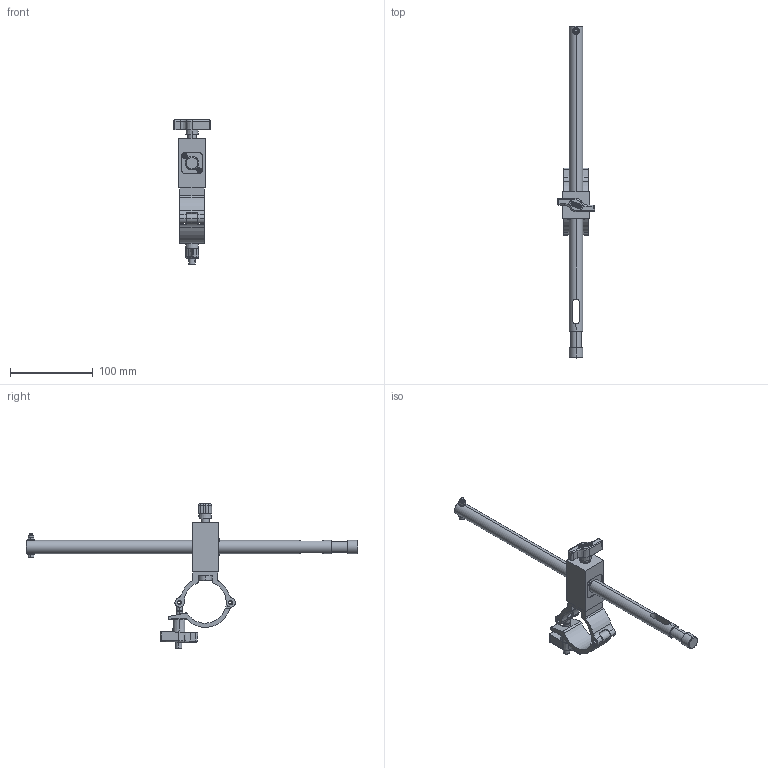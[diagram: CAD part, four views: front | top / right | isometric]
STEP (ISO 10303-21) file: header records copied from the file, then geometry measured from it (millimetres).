
FILE_DESCRIPTION (( 'STEP AP203' ), '1' );
FILE_NAME ('T45725.STEP', '2018-07-27T13:54:55', ( '' ), ( '' ), 'SwSTEP 2.0', 'SolidWorks 2016', '' );
FILE_SCHEMA (( 'CONFIG_CONTROL_DESIGN' ));
Length unit declared in the file: millimetre
Products named in the file (23): B Washer_Bright washer BS 4320 - M8 (Form B); A Washer_Bright washer BS 4320 - M4 (Form A); TH3277; TH3275; TH3449; Doughty Knob_S0168; T45725; T78018_T78019; TH3273; F629; Socket Head Cap Screw_Doughty Fastners_BS EN ISO 4762 M4 x 25 - 25S; TH651_TH651; S3411; TH3274; F771; TH376_TH376; TH2007_TH2007 - 30MM WIDE; F3026; TH2008_TH2008 - 30MM WIDE; Doughty Knob_S3235; SW3dPS-nyloc nut, st stl a2 iso_M4 NYLOC; Socket Button Head Screw_Doughty Fastners_ISO 7380 - M3 x 10 --- 10S; T58122_T5812201 DROP ARM
Assembly tree (26 placements, depth 4):
  T45725
    TH3273
    TH3275
      TH3274
      F629  x2
    T58122_T5812201 DROP ARM
      TH651_TH651
        TH2007_TH2007 - 30MM WIDE
      F771  x2
      TH376_TH376
        TH2008_TH2008 - 30MM WIDE
      T78018_T78019
        TH3449
        B Washer_Bright washer BS 4320 - M8 (Form B)
        Doughty Knob_S3235
    Doughty Knob_S0168
    F3026
    TH3277
    S3411
    Socket Button Head Screw_Doughty Fastners_ISO 7380 - M3 x 10 --- 10S  x2
    Socket Head Cap Screw_Doughty Fastners_BS EN ISO 4762 M4 x 25 - 25S
    SW3dPS-nyloc nut, st stl a2 iso_M4 NYLOC
    A Washer_Bright washer BS 4320 - M4 (Form A)  x2
Bounding box: 45 x 400 x 174.26 mm (x, y, z)
Volume: 176521.6 mm3; surface area: 68390.2 mm2
Topology: 21 solids, 21 shells, 1019 faces, 2583 edges, 1618 vertices
Faces by surface type: cone 406, cylinder 348, plane 221, torus 36, bspline 4, sphere 4
Entity records: 29248 total; most frequent: CARTESIAN_POINT 5186, DIRECTION 4983, ORIENTED_EDGE 4318, EDGE_CURVE 2159, AXIS2_PLACEMENT_3D 2004, VERTEX_POINT 1361, CIRCLE 1120, VECTOR 975
